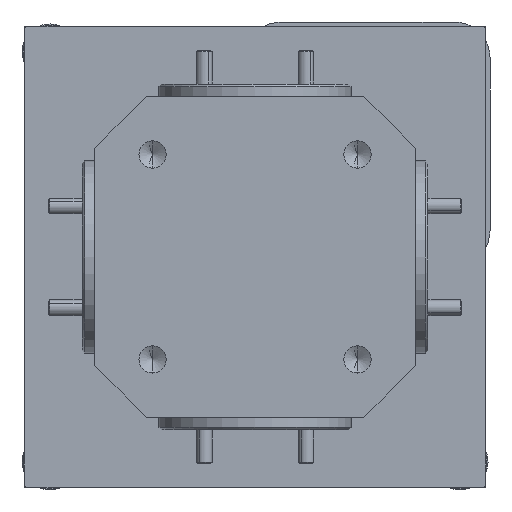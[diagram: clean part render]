
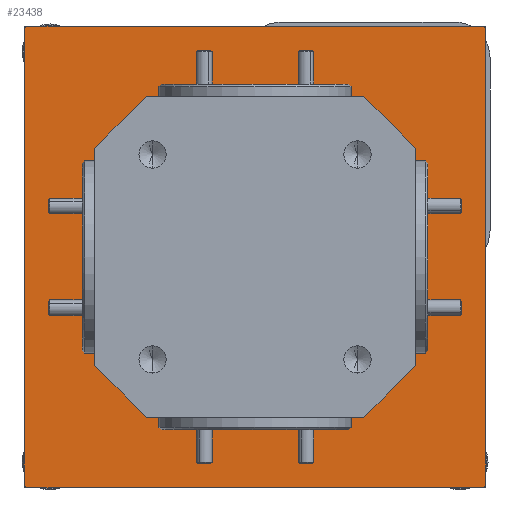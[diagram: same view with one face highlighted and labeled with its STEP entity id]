
A CAD part, front view. The second image highlights one B-rep face of the part: STEP entity #23438.
In plain terms, the highlighted planar face has unit normal (0, -1, 0).
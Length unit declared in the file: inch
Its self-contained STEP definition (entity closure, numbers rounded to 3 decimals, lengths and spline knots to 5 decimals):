
#495 = EDGE_CURVE ( 'NONE', #29145, #19731, #18823, .T. ) ;
#742 = DIRECTION ( 'NONE',  ( -0.707, 0., 0.707 ) ) ;
#782 = VECTOR ( 'NONE', #10481, 39.37008 ) ;
#886 = CARTESIAN_POINT ( 'NONE',  ( 0.89, 1., -0.9 ) ) ;
#1203 = ORIENTED_EDGE ( 'NONE', *, *, #14513, .T. ) ;
#1321 = CARTESIAN_POINT ( 'NONE',  ( 0.9, 1., -0.89 ) ) ;
#1417 = EDGE_CURVE ( 'NONE', #3058, #22445, #16162, .T. ) ;
#1509 = EDGE_CURVE ( 'NONE', #27724, #6587, #24538, .T. ) ;
#2089 = VERTEX_POINT ( 'NONE', #1321 ) ;
#2392 = EDGE_CURVE ( 'NONE', #26909, #22319, #26666, .T. ) ;
#2456 = LINE ( 'NONE', #6809, #24806 ) ;
#2645 = CARTESIAN_POINT ( 'NONE',  ( -0.9, 1., -0.89 ) ) ;
#2707 = ORIENTED_EDGE ( 'NONE', *, *, #1417, .F. ) ;
#2769 = ORIENTED_EDGE ( 'NONE', *, *, #15041, .T. ) ;
#2938 = DIRECTION ( 'NONE',  ( 0., 0., -1. ) ) ;
#3058 = VERTEX_POINT ( 'NONE', #886 ) ;
#3649 = CARTESIAN_POINT ( 'NONE',  ( 0.625, 1., 0.625 ) ) ;
#3715 = ORIENTED_EDGE ( 'NONE', *, *, #25373, .T. ) ;
#3847 = VECTOR ( 'NONE', #22389, 39.37008 ) ;
#4162 = CARTESIAN_POINT ( 'NONE',  ( -0.9, 1., 0.9 ) ) ;
#4472 = DIRECTION ( 'NONE',  ( 0., 0., -1. ) ) ;
#4593 = VECTOR ( 'NONE', #12044, 39.37008 ) ;
#4691 = CARTESIAN_POINT ( 'NONE',  ( -0.9, 1., 0.9 ) ) ;
#5119 = DIRECTION ( 'NONE',  ( 0., -1., 0. ) ) ;
#5155 = VECTOR ( 'NONE', #10990, 39.37008 ) ;
#5286 = FACE_BOUND ( 'NONE', #13422, .T. ) ;
#5591 = VERTEX_POINT ( 'NONE', #9333 ) ;
#6579 = EDGE_LOOP ( 'NONE', ( #2707, #15259, #12238, #1203, #21262, #19942, #26978, #13763 ) ) ;
#6587 = VERTEX_POINT ( 'NONE', #24568 ) ;
#6734 = VECTOR ( 'NONE', #22372, 39.37008 ) ;
#6809 = CARTESIAN_POINT ( 'NONE',  ( 0.9, 1., 0.9 ) ) ;
#7595 = ORIENTED_EDGE ( 'NONE', *, *, #10813, .T. ) ;
#9333 = CARTESIAN_POINT ( 'NONE',  ( 0.9, 1., 0.89 ) ) ;
#9738 = LINE ( 'NONE', #9907, #10586 ) ;
#9784 = CARTESIAN_POINT ( 'NONE',  ( -0.895, 1., -0.895 ) ) ;
#9907 = CARTESIAN_POINT ( 'NONE',  ( -0.625, 1., -0.625 ) ) ;
#10299 = CARTESIAN_POINT ( 'NONE',  ( -0.625, 1., 0.625 ) ) ;
#10481 = DIRECTION ( 'NONE',  ( 0., 0., 1. ) ) ;
#10586 = VECTOR ( 'NONE', #19779, 39.37008 ) ;
#10813 = EDGE_CURVE ( 'NONE', #15394, #20080, #25497, .T. ) ;
#10990 = DIRECTION ( 'NONE',  ( -1., 0., 0. ) ) ;
#11205 = CARTESIAN_POINT ( 'NONE',  ( 0.425, 1., -0.625 ) ) ;
#11296 = VERTEX_POINT ( 'NONE', #2645 ) ;
#11297 = EDGE_CURVE ( 'NONE', #24692, #29145, #25868, .T. ) ;
#11661 = CARTESIAN_POINT ( 'NONE',  ( -0.625, 1., -0.425 ) ) ;
#11880 = ORIENTED_EDGE ( 'NONE', *, *, #2392, .T. ) ;
#12044 = DIRECTION ( 'NONE',  ( 1., 0., 0. ) ) ;
#12145 = EDGE_CURVE ( 'NONE', #27724, #31351, #27389, .T. ) ;
#12238 = ORIENTED_EDGE ( 'NONE', *, *, #23362, .F. ) ;
#12479 = DIRECTION ( 'NONE',  ( 1., 0., 0. ) ) ;
#12505 = LINE ( 'NONE', #22693, #22278 ) ;
#13301 = VECTOR ( 'NONE', #19991, 39.37008 ) ;
#13422 = EDGE_LOOP ( 'NONE', ( #18432, #3715, #11880, #23444, #7595, #2769, #14078, #13722 ) ) ;
#13661 = VECTOR ( 'NONE', #12479, 39.37008 ) ;
#13722 = ORIENTED_EDGE ( 'NONE', *, *, #11297, .T. ) ;
#13763 = ORIENTED_EDGE ( 'NONE', *, *, #15502, .T. ) ;
#14078 = ORIENTED_EDGE ( 'NONE', *, *, #27856, .T. ) ;
#14501 = CARTESIAN_POINT ( 'NONE',  ( -0.895, 1., 0.895 ) ) ;
#14513 = EDGE_CURVE ( 'NONE', #5591, #6587, #12505, .T. ) ;
#14668 = DIRECTION ( 'NONE',  ( -0.707, 0., 0.707 ) ) ;
#15041 = EDGE_CURVE ( 'NONE', #20080, #18025, #9738, .T. ) ;
#15259 = ORIENTED_EDGE ( 'NONE', *, *, #22275, .T. ) ;
#15317 = CARTESIAN_POINT ( 'NONE',  ( -0.425, 1., 0.625 ) ) ;
#15394 = VERTEX_POINT ( 'NONE', #24948 ) ;
#15502 = EDGE_CURVE ( 'NONE', #11296, #22445, #22495, .T. ) ;
#15570 = CARTESIAN_POINT ( 'NONE',  ( 0.425, 1., 0.625 ) ) ;
#15700 = VECTOR ( 'NONE', #26871, 39.37008 ) ;
#16162 = LINE ( 'NONE', #26878, #5155 ) ;
#16685 = VECTOR ( 'NONE', #16950, 39.37008 ) ;
#16950 = DIRECTION ( 'NONE',  ( 0.707, 0., -0.707 ) ) ;
#17275 = LINE ( 'NONE', #19789, #27876 ) ;
#18025 = VERTEX_POINT ( 'NONE', #18046 ) ;
#18046 = CARTESIAN_POINT ( 'NONE',  ( -0.425, 1., -0.625 ) ) ;
#18314 = EDGE_CURVE ( 'NONE', #11296, #31351, #24920, .T. ) ;
#18432 = ORIENTED_EDGE ( 'NONE', *, *, #495, .T. ) ;
#18823 = LINE ( 'NONE', #21504, #15700 ) ;
#18894 = VECTOR ( 'NONE', #742, 39.37008 ) ;
#18899 = AXIS2_PLACEMENT_3D ( 'NONE', #31066, #5119, #2938 ) ;
#19015 = LINE ( 'NONE', #3649, #32388 ) ;
#19731 = VERTEX_POINT ( 'NONE', #15317 ) ;
#19779 = DIRECTION ( 'NONE',  ( -1., 0., 0. ) ) ;
#19789 = CARTESIAN_POINT ( 'NONE',  ( 0.895, 1., -0.895 ) ) ;
#19942 = ORIENTED_EDGE ( 'NONE', *, *, #12145, .T. ) ;
#19991 = DIRECTION ( 'NONE',  ( 0.707, 0., -0.707 ) ) ;
#20080 = VERTEX_POINT ( 'NONE', #11205 ) ;
#20291 = CARTESIAN_POINT ( 'NONE',  ( 0.425, 1., -0.625 ) ) ;
#20769 = CARTESIAN_POINT ( 'NONE',  ( 0.625, 1., 0.425 ) ) ;
#20773 = LINE ( 'NONE', #25969, #18894 ) ;
#20897 = CARTESIAN_POINT ( 'NONE',  ( -0.9, 1., 0.89 ) ) ;
#20967 = PLANE ( 'NONE',  #18899 ) ;
#21000 = VECTOR ( 'NONE', #31201, 39.37008 ) ;
#21262 = ORIENTED_EDGE ( 'NONE', *, *, #1509, .F. ) ;
#21504 = CARTESIAN_POINT ( 'NONE',  ( -0.425, 1., 0.625 ) ) ;
#22275 = EDGE_CURVE ( 'NONE', #3058, #2089, #17275, .T. ) ;
#22278 = VECTOR ( 'NONE', #14668, 39.37008 ) ;
#22319 = VERTEX_POINT ( 'NONE', #20769 ) ;
#22372 = DIRECTION ( 'NONE',  ( -0.707, 0., -0.707 ) ) ;
#22389 = DIRECTION ( 'NONE',  ( 0., 0., 1. ) ) ;
#22445 = VERTEX_POINT ( 'NONE', #29795 ) ;
#22495 = LINE ( 'NONE', #9784, #13301 ) ;
#22693 = CARTESIAN_POINT ( 'NONE',  ( 0.895, 1., 0.895 ) ) ;
#23362 = EDGE_CURVE ( 'NONE', #5591, #2089, #2456, .T. ) ;
#23438 = ADVANCED_FACE ( 'NONE', ( #27357, #5286 ), #20967, .T. ) ;
#23444 = ORIENTED_EDGE ( 'NONE', *, *, #29765, .T. ) ;
#24538 = LINE ( 'NONE', #4162, #13661 ) ;
#24568 = CARTESIAN_POINT ( 'NONE',  ( 0.89, 1., 0.9 ) ) ;
#24692 = VERTEX_POINT ( 'NONE', #11661 ) ;
#24806 = VECTOR ( 'NONE', #4472, 39.37008 ) ;
#24920 = LINE ( 'NONE', #4691, #3847 ) ;
#24948 = CARTESIAN_POINT ( 'NONE',  ( 0.625, 1., -0.425 ) ) ;
#25373 = EDGE_CURVE ( 'NONE', #19731, #26909, #27098, .T. ) ;
#25497 = LINE ( 'NONE', #20291, #21000 ) ;
#25868 = LINE ( 'NONE', #10299, #782 ) ;
#25969 = CARTESIAN_POINT ( 'NONE',  ( -0.625, 1., -0.425 ) ) ;
#26211 = CARTESIAN_POINT ( 'NONE',  ( -0.89, 1., 0.9 ) ) ;
#26666 = LINE ( 'NONE', #29541, #16685 ) ;
#26871 = DIRECTION ( 'NONE',  ( 0.707, 0., 0.707 ) ) ;
#26878 = CARTESIAN_POINT ( 'NONE',  ( -0.9, 1., -0.9 ) ) ;
#26909 = VERTEX_POINT ( 'NONE', #15570 ) ;
#26978 = ORIENTED_EDGE ( 'NONE', *, *, #18314, .F. ) ;
#27098 = LINE ( 'NONE', #30116, #4593 ) ;
#27319 = DIRECTION ( 'NONE',  ( 0.707, 0., 0.707 ) ) ;
#27357 = FACE_OUTER_BOUND ( 'NONE', #6579, .T. ) ;
#27389 = LINE ( 'NONE', #14501, #6734 ) ;
#27724 = VERTEX_POINT ( 'NONE', #26211 ) ;
#27856 = EDGE_CURVE ( 'NONE', #18025, #24692, #20773, .T. ) ;
#27876 = VECTOR ( 'NONE', #27319, 39.37008 ) ;
#29145 = VERTEX_POINT ( 'NONE', #29220 ) ;
#29220 = CARTESIAN_POINT ( 'NONE',  ( -0.625, 1., 0.425 ) ) ;
#29541 = CARTESIAN_POINT ( 'NONE',  ( 0.625, 1., 0.425 ) ) ;
#29765 = EDGE_CURVE ( 'NONE', #22319, #15394, #19015, .T. ) ;
#29795 = CARTESIAN_POINT ( 'NONE',  ( -0.89, 1., -0.9 ) ) ;
#30116 = CARTESIAN_POINT ( 'NONE',  ( -0.625, 1., 0.625 ) ) ;
#31066 = CARTESIAN_POINT ( 'NONE',  ( 0., 1., 0. ) ) ;
#31201 = DIRECTION ( 'NONE',  ( -0.707, 0., -0.707 ) ) ;
#31351 = VERTEX_POINT ( 'NONE', #20897 ) ;
#31556 = DIRECTION ( 'NONE',  ( 0., 0., -1. ) ) ;
#32388 = VECTOR ( 'NONE', #31556, 39.37008 ) ;
